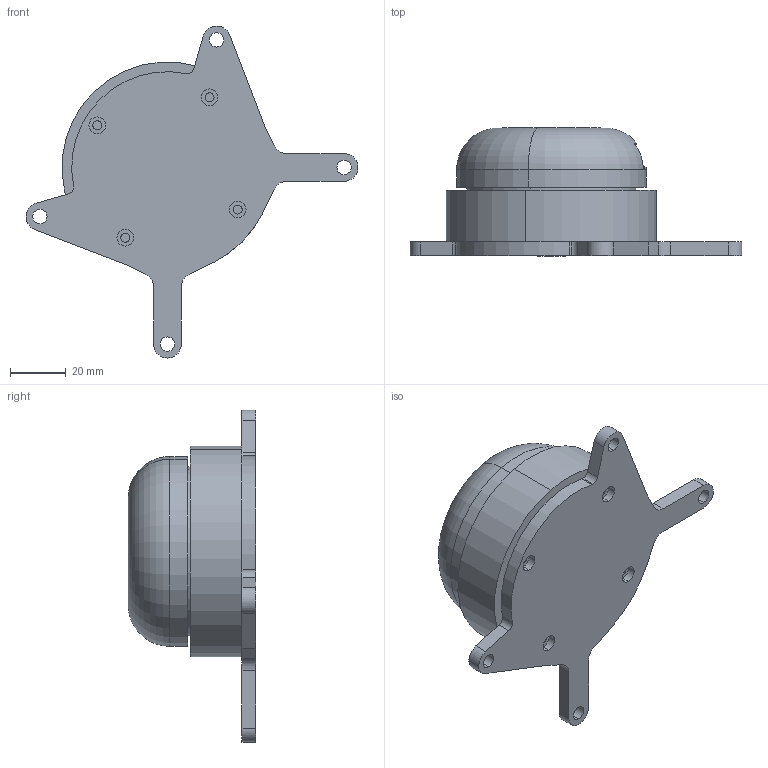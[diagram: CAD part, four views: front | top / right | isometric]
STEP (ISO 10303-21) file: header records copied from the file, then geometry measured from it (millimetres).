
FILE_DESCRIPTION (( 'STEP AP214' ), '1' );
FILE_NAME ('Lidar Assembly.STEP', '2025-12-12T12:22:56', ( '' ), ( '' ), 'SwSTEP 2.0', 'SolidWorks 2025', '' );
FILE_SCHEMA (( 'AUTOMOTIVE_DESIGN' ));
Length unit declared in the file: millimetre
Products named in the file (3): Lidar mount; Lidar Assembly; Lidar
Assembly tree (2 placements, depth 2):
  Lidar Assembly
    Lidar mount
    Lidar
Bounding box: 119.6 x 46 x 119.6 mm (x, y, z)
Volume: 181534.8 mm3; surface area: 32022.7 mm2
Topology: 2 solids, 2 shells, 102 faces, 253 edges, 164 vertices
Faces by surface type: cylinder 58, plane 29, bspline 9, torus 5, sphere 1
Entity records: 3519 total; most frequent: CARTESIAN_POINT 939, DIRECTION 553, ORIENTED_EDGE 504, EDGE_CURVE 252, AXIS2_PLACEMENT_3D 228, VERTEX_POINT 164, CIRCLE 130, EDGE_LOOP 128
